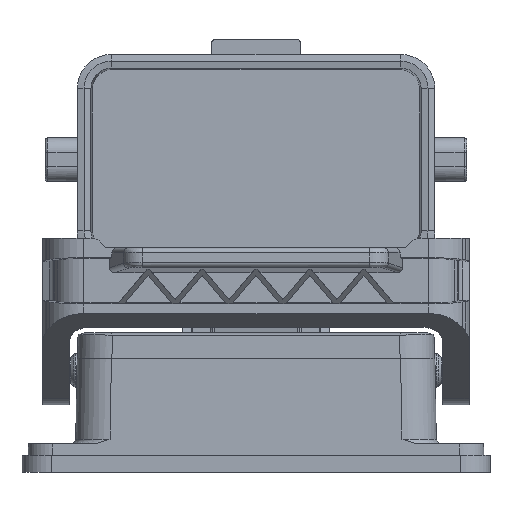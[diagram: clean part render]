
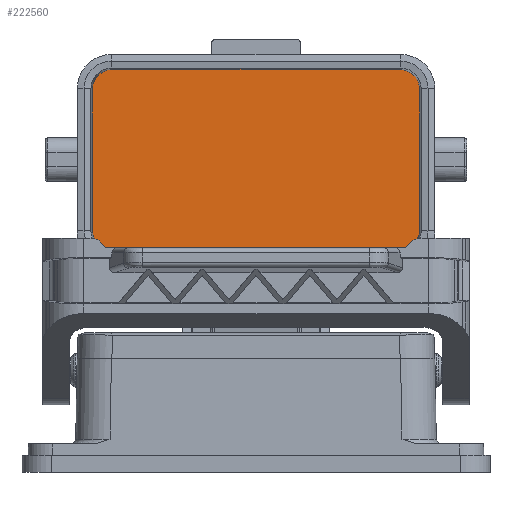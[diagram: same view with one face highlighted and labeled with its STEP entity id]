
A CAD part, front view. The second image highlights one B-rep face of the part: STEP entity #222560.
In plain terms, the highlighted face is planar.
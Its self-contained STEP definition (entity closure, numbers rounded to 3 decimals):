
#175380=CARTESIAN_POINT('',(0.196,-37.36,
-80.438));
#175390=VERTEX_POINT('',#175380);
#175420=CARTESIAN_POINT('',(0.196,0.035,
-80.438));
#175430=DIRECTION('',(0.,-1.,0.));
#175440=VECTOR('',#175430,1.);
#175450=LINE('',#175420,#175440);
#175460=CARTESIAN_POINT('',(0.196,-95.839,
-80.438));
#175470=VERTEX_POINT('',#175460);
#175480=EDGE_CURVE('',#175390,#175470,#175450,.T.);
#220270=CARTESIAN_POINT('',(0.196,-37.363,
-47.763));
#220280=DIRECTION('',(-1.,0.,0.));
#220290=DIRECTION('',(0.,-0.707,
-0.707));
#220300=AXIS2_PLACEMENT_3D('',#220270,#220280,#220290);
#220310=ELLIPSE('',#220300,4.203,4.2);
#220320=CARTESIAN_POINT('',(0.196,-37.36,
-43.562));
#220330=VERTEX_POINT('',#220320);
#220340=CARTESIAN_POINT('',(0.196,-33.162,
-47.76));
#220350=VERTEX_POINT('',#220340);
#220360=EDGE_CURVE('',#220330,#220350,#220310,.T.);
#222000=CARTESIAN_POINT('',(0.196,-71.889,
-78.661));
#222010=DIRECTION('',(-1.,0.,0.));
#222020=DIRECTION('',(0.,0.,-1.));
#222030=AXIS2_PLACEMENT_3D('',#222000,#222010,#222020);
#222040=PLANE('',#222030);
#222050=ORIENTED_EDGE('',*,*,#175480,.T.);
#222060=CARTESIAN_POINT('',(0.196,-37.363,
-76.237));
#222070=DIRECTION('',(-1.,0.,0.));
#222080=DIRECTION('',(0.,0.707,
-0.707));
#222090=AXIS2_PLACEMENT_3D('',#222060,#222070,#222080);
#222100=ELLIPSE('',#222090,4.203,4.2);
#222110=CARTESIAN_POINT('',(0.196,-33.162,
-76.24));
#222120=VERTEX_POINT('',#222110);
#222130=EDGE_CURVE('',#222120,#175390,#222100,.T.);
#222140=ORIENTED_EDGE('',*,*,#222130,.T.);
#222150=CARTESIAN_POINT('',(0.196,-33.162,
-92.144));
#222160=DIRECTION('',(0.,0.,-1.));
#222170=VECTOR('',#222160,1.);
#222180=LINE('',#222150,#222170);
#222190=EDGE_CURVE('',#220350,#222120,#222180,.T.);
#222200=ORIENTED_EDGE('',*,*,#222190,.T.);
#222210=ORIENTED_EDGE('',*,*,#220360,.T.);
#222220=CARTESIAN_POINT('',(0.196,0.035,
-43.562));
#222230=DIRECTION('',(0.,1.,0.));
#222240=VECTOR('',#222230,1.);
#222250=LINE('',#222220,#222240);
#222260=CARTESIAN_POINT('',(0.196,-95.839,
-43.562));
#222270=VERTEX_POINT('',#222260);
#222280=EDGE_CURVE('',#222270,#220330,#222250,.T.);
#222290=ORIENTED_EDGE('',*,*,#222280,.T.);
#222300=CARTESIAN_POINT('',(0.196,-95.837,
-47.763));
#222310=DIRECTION('',(-1.,0.,0.));
#222320=DIRECTION('',(0.,0.707,
-0.707));
#222330=AXIS2_PLACEMENT_3D('',#222300,#222310,#222320);
#222340=ELLIPSE('',#222330,4.203,4.2);
#222350=CARTESIAN_POINT('',(0.196,-100.038,
-47.76));
#222360=VERTEX_POINT('',#222350);
#222370=EDGE_CURVE('',#222360,#222270,#222340,.T.);
#222380=ORIENTED_EDGE('',*,*,#222370,.T.);
#222390=CARTESIAN_POINT('',(0.196,-100.038,
-92.144));
#222400=DIRECTION('',(0.,0.,-1.));
#222410=VECTOR('',#222400,1.);
#222420=LINE('',#222390,#222410);
#222430=CARTESIAN_POINT('',(0.196,-100.038,
-76.24));
#222440=VERTEX_POINT('',#222430);
#222450=EDGE_CURVE('',#222360,#222440,#222420,.T.);
#222460=ORIENTED_EDGE('',*,*,#222450,.F.);
#222470=CARTESIAN_POINT('',(0.196,-95.837,
-76.237));
#222480=DIRECTION('',(-1.,0.,0.));
#222490=DIRECTION('',(0.,-0.707,
-0.707));
#222500=AXIS2_PLACEMENT_3D('',#222470,#222480,#222490);
#222510=ELLIPSE('',#222500,4.203,4.2);
#222520=EDGE_CURVE('',#175470,#222440,#222510,.T.);
#222530=ORIENTED_EDGE('',*,*,#222520,.T.);
#222540=EDGE_LOOP('',(#222530,#222460,#222380,#222290,#222210,#222200,
#222140,#222050));
#222550=FACE_OUTER_BOUND('',#222540,.T.);
#222560=ADVANCED_FACE('',(#222550),#222040,.T.);
